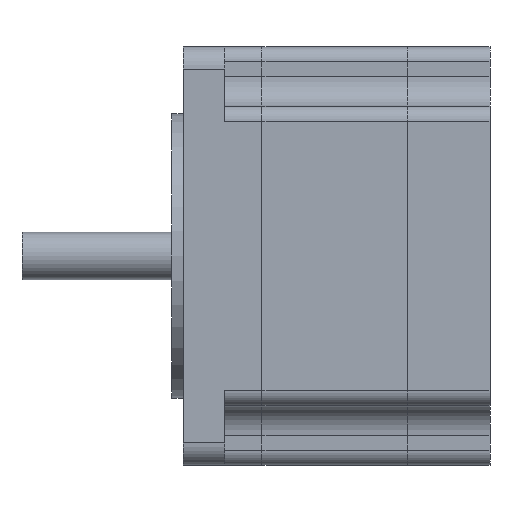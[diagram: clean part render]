
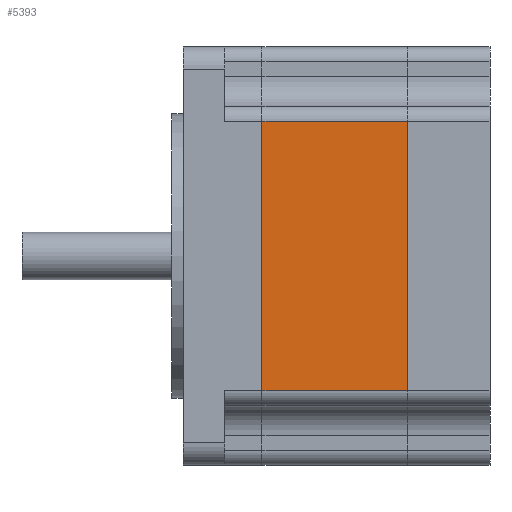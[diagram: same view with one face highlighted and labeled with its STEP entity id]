
A CAD part, left-side view. The second image highlights one B-rep face of the part: STEP entity #5393.
In plain terms, the highlighted planar face has unit normal (-1, 0, 0).
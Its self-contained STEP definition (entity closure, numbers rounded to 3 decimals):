
#57 = CARTESIAN_POINT ( 'NONE',  ( -48., 0., 10. ) ) ;
#303 = DIRECTION ( 'NONE',  ( 0., -1., 0. ) ) ;
#554 = CARTESIAN_POINT ( 'NONE',  ( -48., 19.5, 10. ) ) ;
#719 = VERTEX_POINT ( 'NONE', #5488 ) ;
#944 = EDGE_CURVE ( 'NONE', #1502, #4927, #2819, .T. ) ;
#971 = PLANE ( 'NONE',  #1339 ) ;
#1339 = AXIS2_PLACEMENT_3D ( 'NONE', #554, #3995, #5277 ) ;
#1484 = DIRECTION ( 'NONE',  ( 0., 0., 1. ) ) ;
#1502 = VERTEX_POINT ( 'NONE', #4332 ) ;
#1579 = ORIENTED_EDGE ( 'NONE', *, *, #944, .F. ) ;
#1804 = VECTOR ( 'NONE', #4052, 1000. ) ;
#2391 = CARTESIAN_POINT ( 'NONE',  ( -48., 19.5, 10. ) ) ;
#2425 = CARTESIAN_POINT ( 'NONE',  ( -48., 19.5, 10. ) ) ;
#2819 = LINE ( 'NONE', #2391, #1804 ) ;
#2888 = ORIENTED_EDGE ( 'NONE', *, *, #4010, .F. ) ;
#3149 = EDGE_CURVE ( 'NONE', #1502, #4919, #3607, .T. ) ;
#3226 = EDGE_CURVE ( 'NONE', #4919, #719, #4077, .T. ) ;
#3321 = CARTESIAN_POINT ( 'NONE',  ( -48., 19.5, 46. ) ) ;
#3342 = ORIENTED_EDGE ( 'NONE', *, *, #3149, .T. ) ;
#3549 = FACE_OUTER_BOUND ( 'NONE', #5060, .T. ) ;
#3607 = LINE ( 'NONE', #2425, #3701 ) ;
#3701 = VECTOR ( 'NONE', #303, 1000. ) ;
#3734 = DIRECTION ( 'NONE',  ( 0., -1., 0. ) ) ;
#3995 = DIRECTION ( 'NONE',  ( 1., 0., 0. ) ) ;
#4010 = EDGE_CURVE ( 'NONE', #4927, #719, #5446, .T. ) ;
#4052 = DIRECTION ( 'NONE',  ( 0., 0., 1. ) ) ;
#4077 = LINE ( 'NONE', #4440, #4143 ) ;
#4143 = VECTOR ( 'NONE', #1484, 1000. ) ;
#4154 = VECTOR ( 'NONE', #3734, 1000. ) ;
#4297 = CARTESIAN_POINT ( 'NONE',  ( -48., 19.5, 46. ) ) ;
#4332 = CARTESIAN_POINT ( 'NONE',  ( -48., 19.5, 10. ) ) ;
#4440 = CARTESIAN_POINT ( 'NONE',  ( -48., 0., 10. ) ) ;
#4783 = ORIENTED_EDGE ( 'NONE', *, *, #3226, .T. ) ;
#4919 = VERTEX_POINT ( 'NONE', #57 ) ;
#4927 = VERTEX_POINT ( 'NONE', #4297 ) ;
#5060 = EDGE_LOOP ( 'NONE', ( #4783, #2888, #1579, #3342 ) ) ;
#5277 = DIRECTION ( 'NONE',  ( 0., 0., -1. ) ) ;
#5393 = ADVANCED_FACE ( 'NONE', ( #3549 ), #971, .F. ) ;
#5446 = LINE ( 'NONE', #3321, #4154 ) ;
#5488 = CARTESIAN_POINT ( 'NONE',  ( -48., 0., 46. ) ) ;
